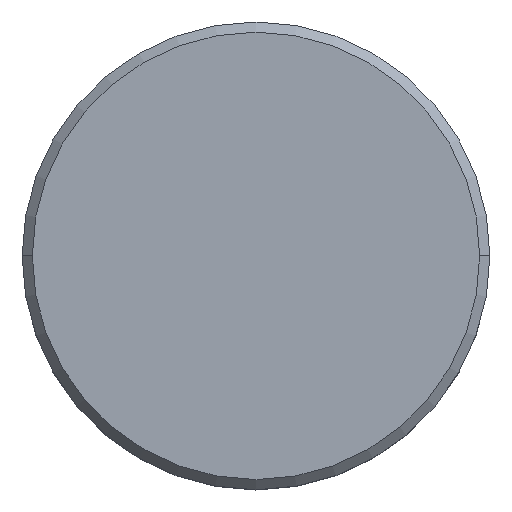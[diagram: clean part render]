
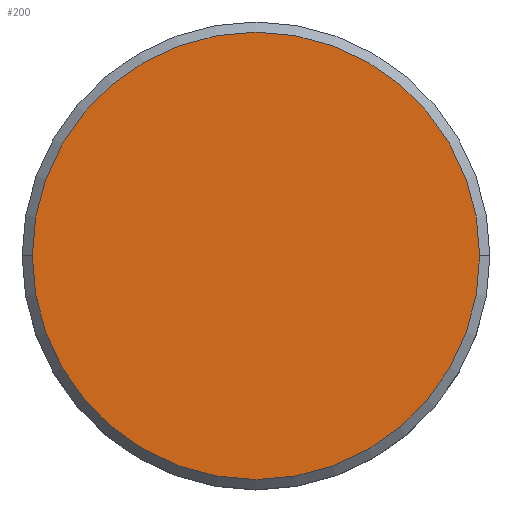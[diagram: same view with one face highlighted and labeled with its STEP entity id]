
A CAD part, top view. The second image highlights one B-rep face of the part: STEP entity #200.
In plain terms, the highlighted planar face has unit normal (0, 0, 1).
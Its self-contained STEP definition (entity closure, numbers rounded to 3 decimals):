
#7 = EDGE_CURVE ( 'NONE', #514, #27, #581, .T. ) ;
#27 = VERTEX_POINT ( 'NONE', #401 ) ;
#41 = DIRECTION ( 'NONE',  ( 0., 0., 1. ) ) ;
#69 = CARTESIAN_POINT ( 'NONE',  ( 0., 0., 0. ) ) ;
#90 = FACE_OUTER_BOUND ( 'NONE', #382, .T. ) ;
#95 = CIRCLE ( 'NONE', #150, 11. ) ;
#116 = DIRECTION ( 'NONE',  ( 0., 0., 1. ) ) ;
#150 = AXIS2_PLACEMENT_3D ( 'NONE', #558, #512, #550 ) ;
#185 = DIRECTION ( 'NONE',  ( 1., 0., 0. ) ) ;
#200 = ADVANCED_FACE ( 'NONE', ( #90 ), #546, .T. ) ;
#255 = CARTESIAN_POINT ( 'NONE',  ( -11., 0., 0. ) ) ;
#284 = AXIS2_PLACEMENT_3D ( 'NONE', #69, #116, #355 ) ;
#355 = DIRECTION ( 'NONE',  ( 1., 0., 0. ) ) ;
#367 = AXIS2_PLACEMENT_3D ( 'NONE', #456, #41, #185 ) ;
#382 = EDGE_LOOP ( 'NONE', ( #430, #572 ) ) ;
#401 = CARTESIAN_POINT ( 'NONE',  ( 11., 0., 0. ) ) ;
#430 = ORIENTED_EDGE ( 'NONE', *, *, #7, .T. ) ;
#456 = CARTESIAN_POINT ( 'NONE',  ( 0., 0., 0. ) ) ;
#512 = DIRECTION ( 'NONE',  ( 0., 0., 1. ) ) ;
#514 = VERTEX_POINT ( 'NONE', #255 ) ;
#546 = PLANE ( 'NONE',  #367 ) ;
#550 = DIRECTION ( 'NONE',  ( 1., 0., 0. ) ) ;
#558 = CARTESIAN_POINT ( 'NONE',  ( 0., 0., 0. ) ) ;
#565 = EDGE_CURVE ( 'NONE', #27, #514, #95, .T. ) ;
#572 = ORIENTED_EDGE ( 'NONE', *, *, #565, .T. ) ;
#581 = CIRCLE ( 'NONE', #284, 11. ) ;
